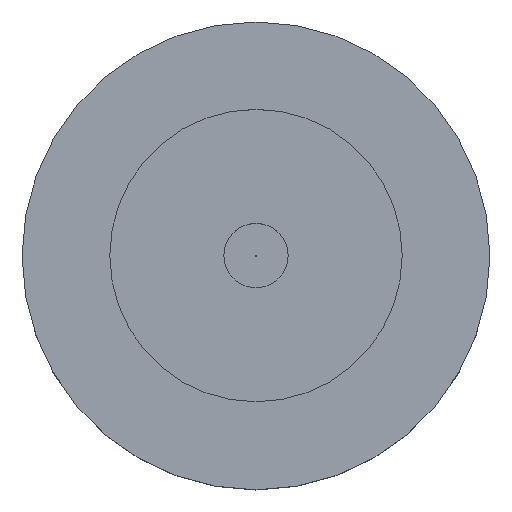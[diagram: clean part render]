
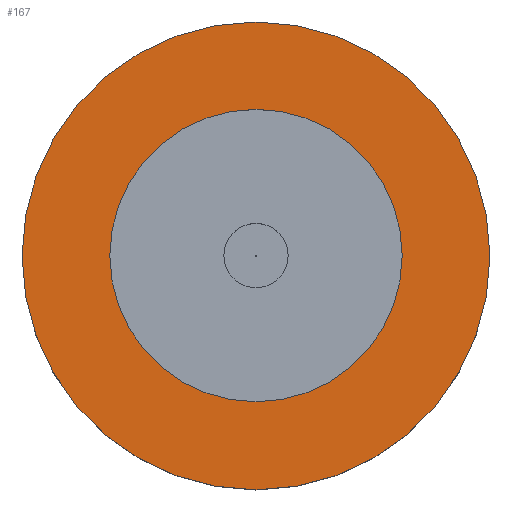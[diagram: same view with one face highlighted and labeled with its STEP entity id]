
A CAD part, top view. The second image highlights one B-rep face of the part: STEP entity #167.
In plain terms, the highlighted planar face has unit normal (0, 0, 1).
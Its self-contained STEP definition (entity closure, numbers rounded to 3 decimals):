
#17=FACE_BOUND('',#59,.T.);
#21=PLANE('',#202);
#45=FACE_OUTER_BOUND('',#58,.T.);
#58=EDGE_LOOP('',(#139));
#59=EDGE_LOOP('',(#140));
#75=CIRCLE('',#203,12.);
#76=CIRCLE('',#204,4.8);
#91=VERTEX_POINT('',#446);
#92=VERTEX_POINT('',#448);
#109=EDGE_CURVE('',#91,#91,#75,.T.);
#110=EDGE_CURVE('',#92,#92,#76,.T.);
#139=ORIENTED_EDGE('',*,*,#109,.T.);
#140=ORIENTED_EDGE('',*,*,#110,.T.);
#167=ADVANCED_FACE('',(#45,#17),#21,.T.);
#202=AXIS2_PLACEMENT_3D('',#445,#247,#248);
#203=AXIS2_PLACEMENT_3D('',#447,#249,#250);
#204=AXIS2_PLACEMENT_3D('',#449,#251,#252);
#247=DIRECTION('center_axis',(0.,0.,1.));
#248=DIRECTION('ref_axis',(1.,0.,0.));
#249=DIRECTION('center_axis',(0.,0.,1.));
#250=DIRECTION('ref_axis',(1.,0.,0.));
#251=DIRECTION('center_axis',(0.,0.,-1.));
#252=DIRECTION('ref_axis',(1.,0.,0.));
#445=CARTESIAN_POINT('Origin',(0.,0.,5.));
#446=CARTESIAN_POINT('',(-12.,0.,5.));
#447=CARTESIAN_POINT('Origin',(0.,0.,5.));
#448=CARTESIAN_POINT('',(4.8,0.,5.));
#449=CARTESIAN_POINT('Origin',(0.,0.,5.));
